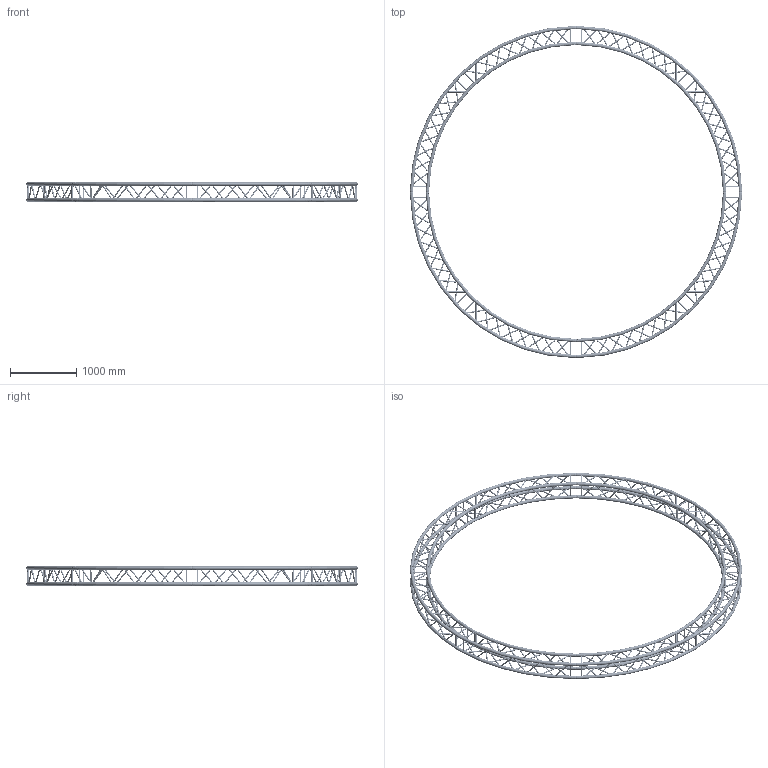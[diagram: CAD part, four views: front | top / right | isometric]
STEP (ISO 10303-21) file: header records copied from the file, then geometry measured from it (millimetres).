
FILE_DESCRIPTION(/* description */ (''),/* implementation_level */ '2;1');
FILE_NAME(/* name */ 'SQ-C5-45.stp',/* time_stamp */ '2021-03-20T22:36:15-07:00',/* author */ ('TheDanny'),/* organization */ (''),/* preprocessor_version */ 'ST-DEVELOPER v18.1',/* originating_system */ 'Autodesk Inventor 2021',/* authorisation */ '');
FILE_SCHEMA (('AUTOMOTIVE_DESIGN { 1 0 10303 214 3 1 1 }'));
Products named in the file (417): SQ-C5-45; SQ-C5-451; SQ-C5-452; SQ-C5-453; SQ-C5-454; SQ-C5-455; SQ-C5-456; SQ-C5-457; SQ-C5-458; SQ-C5-459; SQ-C5-4510; SQ-C5-4511; SQ-C5-4512; SQ-C5-4513; SQ-C5-4514; SQ-C5-4515; SQ-C5-4516; SQ-C5-4517; SQ-C5-4518; SQ-C5-4519; SQ-C5-4520; SQ-C5-4521; SQ-C5-4522; SQ-C5-4523; SQ-C5-4524; SQ-C5-4525; SQ-C5-4526; SQ-C5-4527; SQ-C5-4528; SQ-C5-4529; SQ-C5-4530; SQ-C5-4531; SQ-C5-4532; SQ-C5-4533; SQ-C5-4534; SQ-C5-4535; SQ-C5-4536; SQ-C5-4537; SQ-C5-4538; SQ-C5-4539 ...
Assembly tree (416 placements, depth 2):
  SQ-C5-45
    SQ-C5-451
    SQ-C5-452
    SQ-C5-453
    SQ-C5-454
    SQ-C5-455
    SQ-C5-456
    SQ-C5-457
    SQ-C5-458
    SQ-C5-459
    SQ-C5-4510
    SQ-C5-4511
    SQ-C5-4512
    SQ-C5-4513
    SQ-C5-4514
    SQ-C5-4515
    SQ-C5-4516
    SQ-C5-4517
    SQ-C5-4518
    SQ-C5-4519
    SQ-C5-4520
    SQ-C5-4521
    SQ-C5-4522
    SQ-C5-4523
    SQ-C5-4524
    SQ-C5-4525
    SQ-C5-4526
    SQ-C5-4527
    SQ-C5-4528
    SQ-C5-4529
    SQ-C5-4530
    SQ-C5-4531
    SQ-C5-4532
    SQ-C5-4533
    SQ-C5-4534
    SQ-C5-4535
    SQ-C5-4536
    SQ-C5-4537
    SQ-C5-4538
    SQ-C5-4539
    SQ-C5-4540
    SQ-C5-4541
    SQ-C5-4542
    SQ-C5-4543
    SQ-C5-4544
    SQ-C5-4545
    SQ-C5-4546
    SQ-C5-4547
    SQ-C5-4548
    SQ-C5-4549
    SQ-C5-4550
    SQ-C5-4551
    SQ-C5-4552
    SQ-C5-4553
    SQ-C5-4554
    SQ-C5-4555
    SQ-C5-4556
    SQ-C5-4557
    SQ-C5-4558
    SQ-C5-4559
Bounding box: 4999.81 x 4999.81 x 289.97 mm (x, y, z)
Volume: 30991502.6 mm3; surface area: 27083207.4 mm2
Topology: 416 solids, 416 shells, 2432 faces, 7232 edges, 5504 vertices
Faces by surface type: torus 960, cylinder 832, cone 448, plane 192
Full cylindrical faces by diameter (mm): 16 x320, 20 x320, 30.3 x64, 45.8 x64, 50 x64
Entity records: 191139 total; most frequent: CARTESIAN_POINT 111169, ORIENTED_EDGE 14464, DIRECTION 12674, EDGE_CURVE 7232, AXIS2_PLACEMENT_3D 5633, VERTEX_POINT 5504, B_SPLINE_CURVE_WITH_KNOTS 3456, EDGE_LOOP 3392
